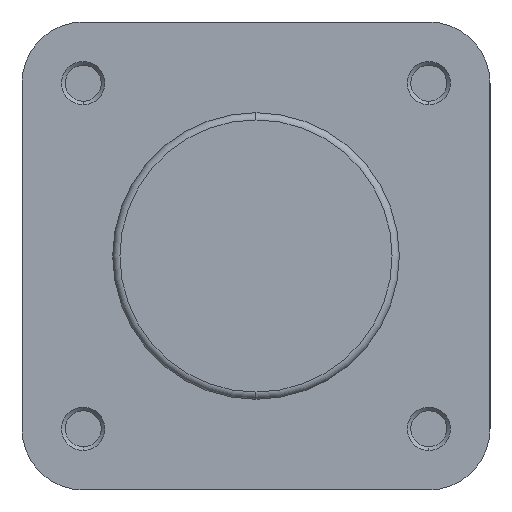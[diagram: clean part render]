
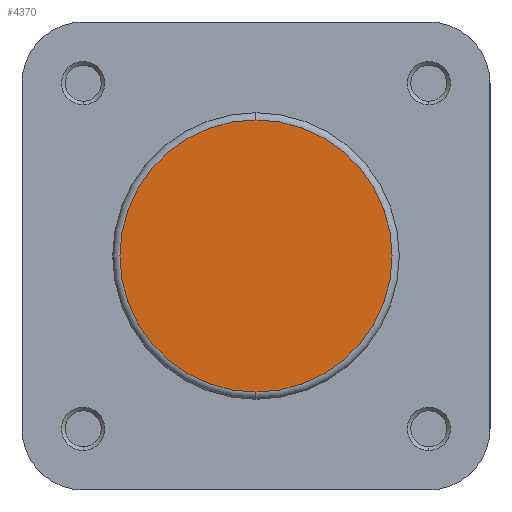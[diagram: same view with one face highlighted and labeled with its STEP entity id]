
A CAD part, left-side view. The second image highlights one B-rep face of the part: STEP entity #4370.
In plain terms, the highlighted planar face has unit normal (-1, 0, 0).
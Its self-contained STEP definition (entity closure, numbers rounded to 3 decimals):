
#6 = ORIENTED_EDGE ( 'NONE', *, *, #1399, .T. ) ;
#26 = ORIENTED_EDGE ( 'NONE', *, *, #1223, .T. ) ;
#749 = CIRCLE ( 'NONE', #2453, 18.9 ) ;
#893 = CIRCLE ( 'NONE', #2481, 18.9 ) ;
#1223 = EDGE_CURVE ( 'NONE', #5558, #5589, #749, .T. ) ;
#1351 = FACE_OUTER_BOUND ( 'NONE', #4764, .T. ) ;
#1399 = EDGE_CURVE ( 'NONE', #5589, #5558, #893, .T. ) ;
#2453 = AXIS2_PLACEMENT_3D ( 'NONE', #4948, #4885, #4884 ) ;
#2481 = AXIS2_PLACEMENT_3D ( 'NONE', #5028, #5035, #5036 ) ;
#2789 = AXIS2_PLACEMENT_3D ( 'NONE', #3324, #3327, #3328 ) ;
#3324 = CARTESIAN_POINT ( 'NONE',  ( 21., 19.9, 0. ) ) ;
#3325 = PLANE ( 'NONE',  #2789 ) ;
#3327 = DIRECTION ( 'NONE',  ( 1., 0., 0. ) ) ;
#3328 = DIRECTION ( 'NONE',  ( 0., 0., -1. ) ) ;
#3570 = CARTESIAN_POINT ( 'NONE',  ( 21., 0., 18.9 ) ) ;
#3574 = CARTESIAN_POINT ( 'NONE',  ( 21., 0., -18.9 ) ) ;
#4370 = ADVANCED_FACE ( 'NONE', ( #1351 ), #3325, .F. ) ;
#4764 = EDGE_LOOP ( 'NONE', ( #6, #26 ) ) ;
#4884 = DIRECTION ( 'NONE',  ( 0., 0., -1. ) ) ;
#4885 = DIRECTION ( 'NONE',  ( -1., 0., 0. ) ) ;
#4948 = CARTESIAN_POINT ( 'NONE',  ( 21., 0., 0. ) ) ;
#5028 = CARTESIAN_POINT ( 'NONE',  ( 21., 0., 0. ) ) ;
#5035 = DIRECTION ( 'NONE',  ( -1., 0., 0. ) ) ;
#5036 = DIRECTION ( 'NONE',  ( 0., 0., -1. ) ) ;
#5558 = VERTEX_POINT ( 'NONE', #3570 ) ;
#5589 = VERTEX_POINT ( 'NONE', #3574 ) ;
